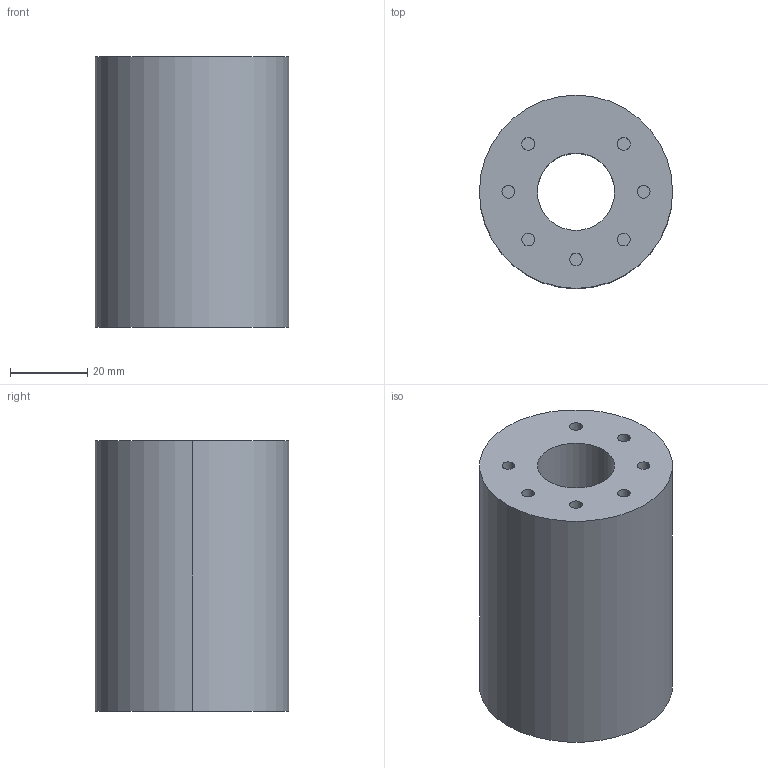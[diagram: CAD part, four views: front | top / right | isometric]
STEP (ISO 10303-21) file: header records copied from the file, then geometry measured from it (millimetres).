
FILE_DESCRIPTION (( 'STEP AP203' ), '1' );
FILE_NAME ('main_joint_achse.STEP', '2025-11-09T12:35:05', ( '' ), ( '' ), 'SwSTEP 2.0', 'SolidWorks 2024', '' );
FILE_SCHEMA (( 'CONFIG_CONTROL_DESIGN' ));
Length unit declared in the file: millimetre
Products named in the file (1): main_joint_achse
Bounding box: 50 x 50 x 70 mm (x, y, z)
Volume: 112887.6 mm3; surface area: 21802.7 mm2
Topology: 1 solids, 1 shells, 51 faces, 102 edges, 68 vertices
Faces by surface type: cylinder 34, plane 17
Entity records: 1445 total; most frequent: DIRECTION 274, CARTESIAN_POINT 222, ORIENTED_EDGE 204, AXIS2_PLACEMENT_3D 120, EDGE_CURVE 102, CIRCLE 68, VERTEX_POINT 68, EDGE_LOOP 68
